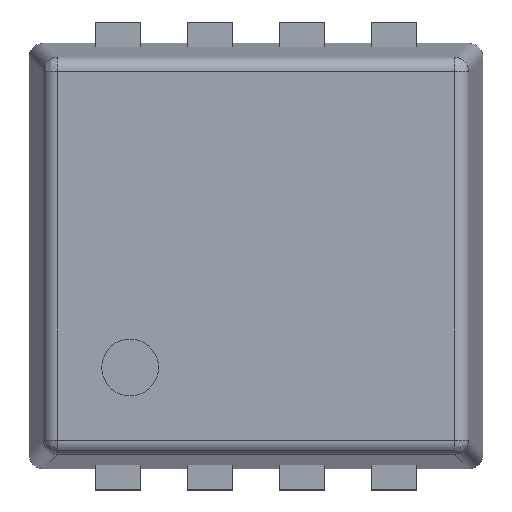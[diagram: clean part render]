
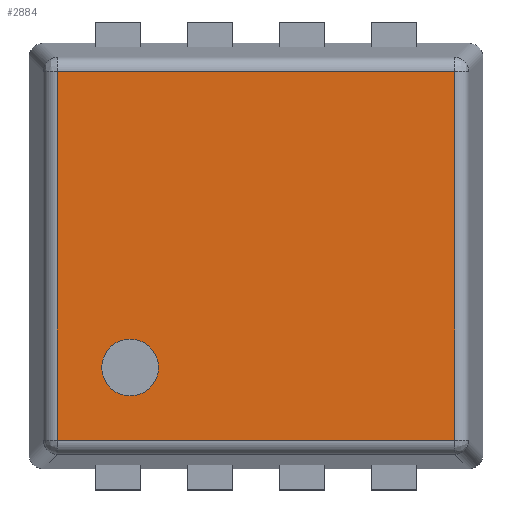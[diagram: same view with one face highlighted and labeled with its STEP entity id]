
A CAD part, top view. The second image highlights one B-rep face of the part: STEP entity #2884.
In plain terms, the highlighted planar face has unit normal (0, 0, 1).
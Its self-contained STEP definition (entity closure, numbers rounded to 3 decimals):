
#26 = AXIS2_PLACEMENT_3D ( 'NONE', #4557, #3553, #1548 ) ;
#143 = CARTESIAN_POINT ( 'NONE',  ( 1.401, -1.301, 0.8 ) ) ;
#520 = LINE ( 'NONE', #5469, #3081 ) ;
#759 = EDGE_LOOP ( 'NONE', ( #3016, #3062 ) ) ;
#809 = EDGE_CURVE ( 'NONE', #3893, #4374, #882, .T. ) ;
#882 = CIRCLE ( 'NONE', #5328, 0.2 ) ;
#934 = ORIENTED_EDGE ( 'NONE', *, *, #4932, .F. ) ;
#1110 = FACE_BOUND ( 'NONE', #759, .T. ) ;
#1413 = EDGE_CURVE ( 'NONE', #4277, #4609, #2853, .T. ) ;
#1548 = DIRECTION ( 'NONE',  ( 1., 0., 0. ) ) ;
#1827 = EDGE_CURVE ( 'NONE', #4609, #3067, #6230, .T. ) ;
#1929 = DIRECTION ( 'NONE',  ( 0., -1., 0. ) ) ;
#2033 = ORIENTED_EDGE ( 'NONE', *, *, #3372, .F. ) ;
#2295 = FACE_OUTER_BOUND ( 'NONE', #6195, .T. ) ;
#2368 = VECTOR ( 'NONE', #5609, 1000. ) ;
#2429 = CARTESIAN_POINT ( 'NONE',  ( -0.888, -0.788, 0.8 ) ) ;
#2853 = LINE ( 'NONE', #4155, #2368 ) ;
#2871 = CARTESIAN_POINT ( 'NONE',  ( -0.688, -0.788, 0.8 ) ) ;
#2884 = ADVANCED_FACE ( 'NONE', ( #1110, #2295 ), #4019, .F. ) ;
#3016 = ORIENTED_EDGE ( 'NONE', *, *, #809, .F. ) ;
#3043 = DIRECTION ( 'NONE',  ( -1., 0., 0. ) ) ;
#3062 = ORIENTED_EDGE ( 'NONE', *, *, #5425, .F. ) ;
#3067 = VERTEX_POINT ( 'NONE', #143 ) ;
#3081 = VECTOR ( 'NONE', #5983, 1000. ) ;
#3372 = EDGE_CURVE ( 'NONE', #3973, #4277, #520, .T. ) ;
#3414 = VECTOR ( 'NONE', #1929, 1000. ) ;
#3428 = ORIENTED_EDGE ( 'NONE', *, *, #1413, .F. ) ;
#3553 = DIRECTION ( 'NONE',  ( 0., 0., 1. ) ) ;
#3679 = CARTESIAN_POINT ( 'NONE',  ( -1.401, -1.301, 0.8 ) ) ;
#3813 = CARTESIAN_POINT ( 'NONE',  ( 1.401, 1.301, 0.8 ) ) ;
#3893 = VERTEX_POINT ( 'NONE', #2871 ) ;
#3973 = VERTEX_POINT ( 'NONE', #3679 ) ;
#4019 = PLANE ( 'NONE',  #4726 ) ;
#4021 = CIRCLE ( 'NONE', #26, 0.2 ) ;
#4098 = ORIENTED_EDGE ( 'NONE', *, *, #1827, .F. ) ;
#4155 = CARTESIAN_POINT ( 'NONE',  ( 0., 1.301, 0.8 ) ) ;
#4251 = CARTESIAN_POINT ( 'NONE',  ( -1.401, 1.301, 0.8 ) ) ;
#4277 = VERTEX_POINT ( 'NONE', #4251 ) ;
#4340 = DIRECTION ( 'NONE',  ( 0., 0., 1. ) ) ;
#4374 = VERTEX_POINT ( 'NONE', #6532 ) ;
#4557 = CARTESIAN_POINT ( 'NONE',  ( -0.888, -0.788, 0.8 ) ) ;
#4609 = VERTEX_POINT ( 'NONE', #3813 ) ;
#4726 = AXIS2_PLACEMENT_3D ( 'NONE', #6013, #6039, #3043 ) ;
#4932 = EDGE_CURVE ( 'NONE', #3067, #3973, #5605, .T. ) ;
#4979 = VECTOR ( 'NONE', #6182, 1000. ) ;
#5156 = CARTESIAN_POINT ( 'NONE',  ( 0., -1.301, 0.8 ) ) ;
#5328 = AXIS2_PLACEMENT_3D ( 'NONE', #2429, #4340, #6410 ) ;
#5381 = CARTESIAN_POINT ( 'NONE',  ( 1.401, 0., 0.8 ) ) ;
#5425 = EDGE_CURVE ( 'NONE', #4374, #3893, #4021, .T. ) ;
#5469 = CARTESIAN_POINT ( 'NONE',  ( -1.401, 0., 0.8 ) ) ;
#5605 = LINE ( 'NONE', #5156, #4979 ) ;
#5609 = DIRECTION ( 'NONE',  ( 1., 0., 0. ) ) ;
#5983 = DIRECTION ( 'NONE',  ( 0., 1., 0. ) ) ;
#6013 = CARTESIAN_POINT ( 'NONE',  ( 0., 0., 0.8 ) ) ;
#6039 = DIRECTION ( 'NONE',  ( 0., 0., -1. ) ) ;
#6182 = DIRECTION ( 'NONE',  ( -1., 0., 0. ) ) ;
#6195 = EDGE_LOOP ( 'NONE', ( #3428, #2033, #934, #4098 ) ) ;
#6230 = LINE ( 'NONE', #5381, #3414 ) ;
#6410 = DIRECTION ( 'NONE',  ( 1., 0., 0. ) ) ;
#6532 = CARTESIAN_POINT ( 'NONE',  ( -1.088, -0.788, 0.8 ) ) ;
